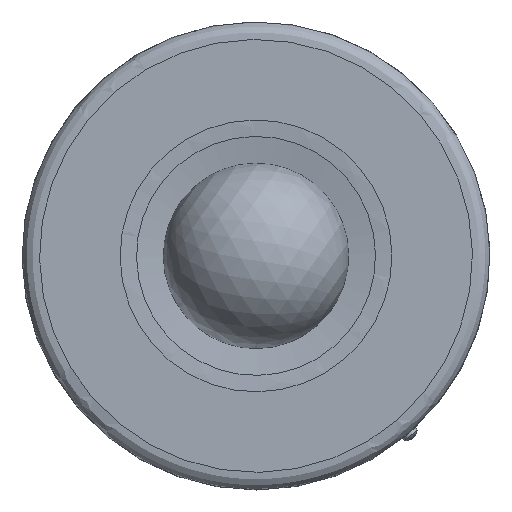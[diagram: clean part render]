
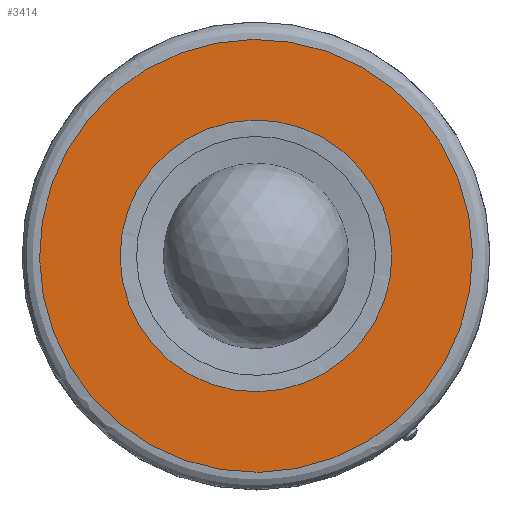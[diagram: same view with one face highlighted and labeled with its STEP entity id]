
A CAD part, top view. The second image highlights one B-rep face of the part: STEP entity #3414.
In plain terms, the highlighted planar face has unit normal (0, 0, 1).
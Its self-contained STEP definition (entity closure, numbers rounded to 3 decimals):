
#231=FACE_BOUND('',#1082,.T.);
#868=FACE_OUTER_BOUND('',#1081,.T.);
#1081=EDGE_LOOP('',(#2411));
#1082=EDGE_LOOP('',(#2412));
#1298=CIRCLE('',#3669,31.941);
#1299=CIRCLE('',#3671,50.873);
#1445=VERTEX_POINT('',#5102);
#1446=VERTEX_POINT('',#5110);
#1821=EDGE_CURVE('',#1445,#1445,#1298,.T.);
#1822=EDGE_CURVE('',#1446,#1446,#1299,.T.);
#2411=ORIENTED_EDGE('',*,*,#1822,.F.);
#2412=ORIENTED_EDGE('',*,*,#1821,.F.);
#3299=PLANE('',#3670);
#3414=ADVANCED_FACE('',(#868,#231),#3299,.T.);
#3669=AXIS2_PLACEMENT_3D('',#5108,#4061,#4062);
#3670=AXIS2_PLACEMENT_3D('',#5109,#4063,#4064);
#3671=AXIS2_PLACEMENT_3D('',#5111,#4065,#4066);
#4061=DIRECTION('center_axis',(0.,0.,
1.));
#4062=DIRECTION('ref_axis',(-0.757,-0.653,0.));
#4063=DIRECTION('center_axis',(0.,0.,
1.));
#4064=DIRECTION('ref_axis',(0.653,-0.757,0.));
#4065=DIRECTION('center_axis',(0.,0.,
-1.));
#4066=DIRECTION('ref_axis',(0.757,0.653,0.));
#5102=CARTESIAN_POINT('',(24.179,20.871,18.75));
#5108=CARTESIAN_POINT('Origin',(0.,0.,
18.75));
#5109=CARTESIAN_POINT('Origin',(30.61,26.422,18.75));
#5110=CARTESIAN_POINT('',(38.511,33.242,18.75));
#5111=CARTESIAN_POINT('Origin',(0.,0.,
18.75));
